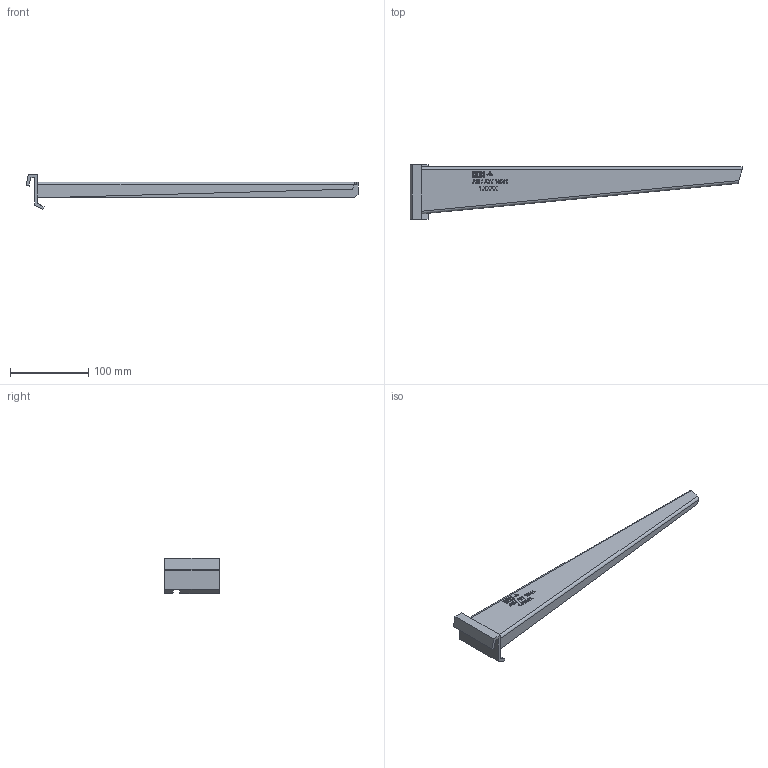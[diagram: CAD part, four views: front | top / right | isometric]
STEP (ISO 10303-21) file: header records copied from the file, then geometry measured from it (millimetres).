
FILE_DESCRIPTION((''),'2;1');
FILE_NAME('6421423_ASM','2013-04-29T',('AndreasKeweloh'),(''),'PRO/ENGINEER BY PARAMETRIC TECHNOLOGY CORPORATION, 2012360','PRO/ENGINEER BY PARAMETRIC TECHNOLOGY CORPORATION, 2012360','');
FILE_SCHEMA(('CONFIG_CONTROL_DESIGN'));
Length unit declared in the file: millimetre
Products named in the file (3): 6421423_KLEMMS; 6421423_AUSLEGER; 6421423_ASM
Assembly tree (2 placements, depth 2):
  6421423_ASM
    6421423_KLEMMS
    6421423_AUSLEGER
Bounding box: 425.05 x 70 x 45 mm (x, y, z)
Volume: 71984 mm3; surface area: 68685.2 mm2
Topology: 2 solids, 2 shells, 364 faces, 961 edges, 635 vertices
Faces by surface type: plane 260, extrusion 64, cylinder 37, bspline 3
Entity records: 13224 total; most frequent: CARTESIAN_POINT 4317, ORIENTED_EDGE 1922, DIRECTION 1570, EDGE_CURVE 961, VECTOR 810, LINE 746, VERTEX_POINT 635, EDGE_LOOP 398
